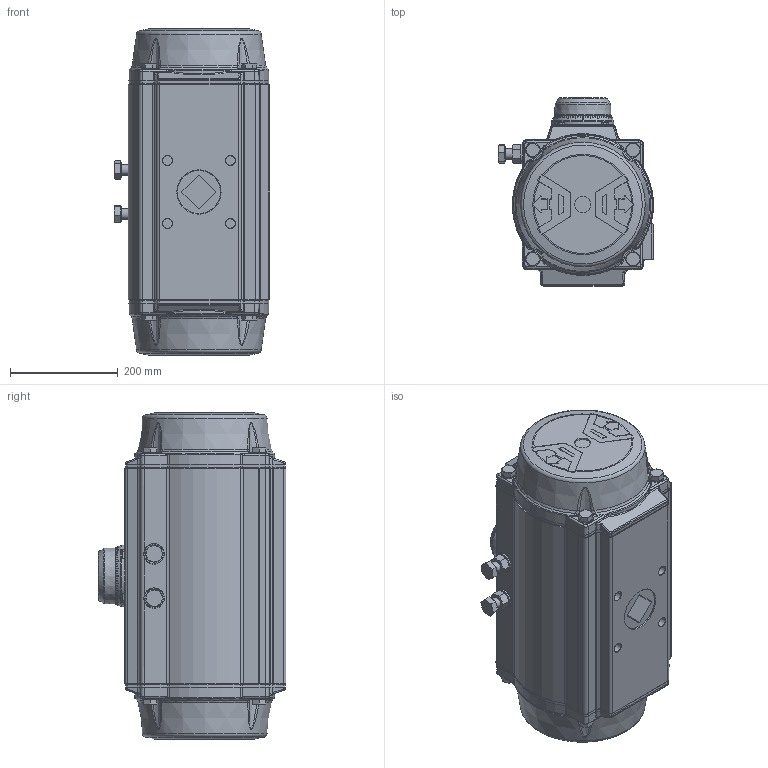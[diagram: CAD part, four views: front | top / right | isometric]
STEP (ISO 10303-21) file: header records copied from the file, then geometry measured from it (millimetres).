
FILE_DESCRIPTION(/* description */ (''),/* implementation_level */ '2;1');
FILE_NAME(/* name */ 'AT651U.stp',/* time_stamp */ '2019-11-15T11:48:21+01:00',/* author */ ('A8711351'),/* organization */ (''),/* preprocessor_version */ 'ST-DEVELOPER v18',/* originating_system */ 'Autodesk Inventor 2020',/* authorisation */ '');
FILE_SCHEMA (('AUTOMOTIVE_DESIGN { 1 0 10303 214 3 1 1 }'));
Length unit declared in the file: millimetre
Products named in the file (1): AT651U
Bounding box: 287.6 x 348.5 x 605 mm (x, y, z)
Volume: 37004818.9 mm3; surface area: 741523.1 mm2
Topology: 1 solids, 1 shells, 1564 faces, 3994 edges, 2446 vertices
Faces by surface type: plane 660, bspline 296, cone 256, cylinder 253, torus 97, sphere 2
Full cylindrical faces by diameter (mm): 4.917 x4, 6 x1, 14.95 x2, 17.5 x4, 20 x2, 27.5 x8, 28.19 x2, 30 x2, 36 x2, 69 x1, 80 x1
Entity records: 63181 total; most frequent: CARTESIAN_POINT 26642, ORIENTED_EDGE 7934, DIRECTION 7423, EDGE_CURVE 3967, AXIS2_PLACEMENT_3D 2837, VERTEX_POINT 2446, LINE 1749, VECTOR 1749
